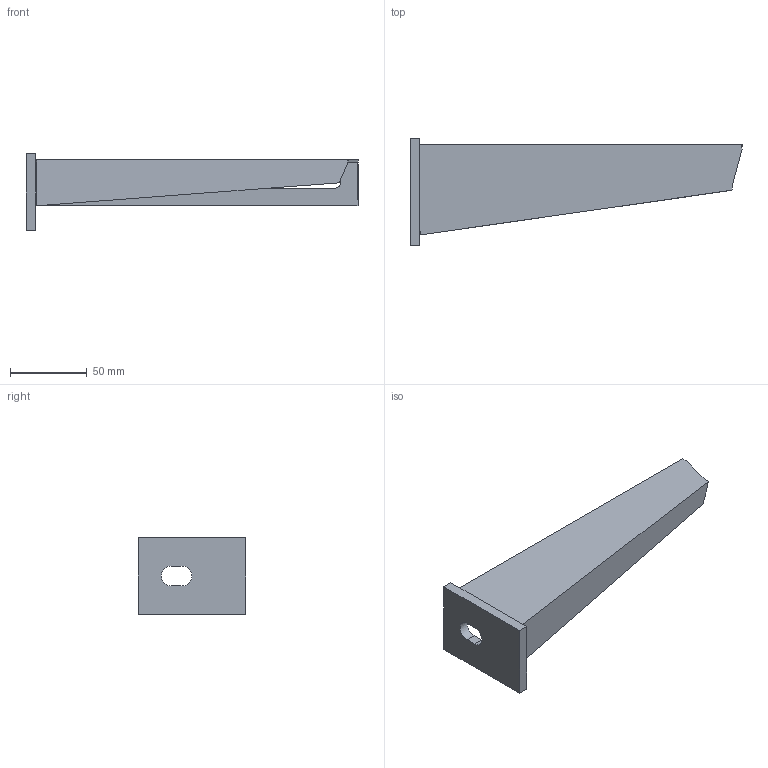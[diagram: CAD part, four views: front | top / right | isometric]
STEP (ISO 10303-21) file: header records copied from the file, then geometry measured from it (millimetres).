
FILE_DESCRIPTION (( 'STEP AP214' ), '1' );
FILE_NAME ('6419720.stp', '2020-09-21T11:57:51', ( '' ), ( '' ), 'SwSTEP 2.0', 'SolidWorks 2020', '' );
FILE_SCHEMA (( 'AUTOMOTIVE_DESIGN' ));
Length unit declared in the file: millimetre
Products named in the file (3): KTS 04.020-006_L=70, t=6,5, L.loch=13; 039726_Formteil AW-AS 30-210; 6419720
Assembly tree (2 placements, depth 2):
  6419720
    039726_Formteil AW-AS 30-210
    KTS 04.020-006_L=70, t=6,5, L.loch=13
Bounding box: 216.5 x 70 x 50 mm (x, y, z)
Volume: 48537.9 mm3; surface area: 46237.8 mm2
Topology: 2 solids, 2 shells, 40 faces, 108 edges, 72 vertices
Faces by surface type: plane 30, cylinder 8, bspline 2
Entity records: 1456 total; most frequent: CARTESIAN_POINT 341, ORIENTED_EDGE 216, DIRECTION 198, EDGE_CURVE 108, LINE 80, VECTOR 80, VERTEX_POINT 72, AXIS2_PLACEMENT_3D 59
